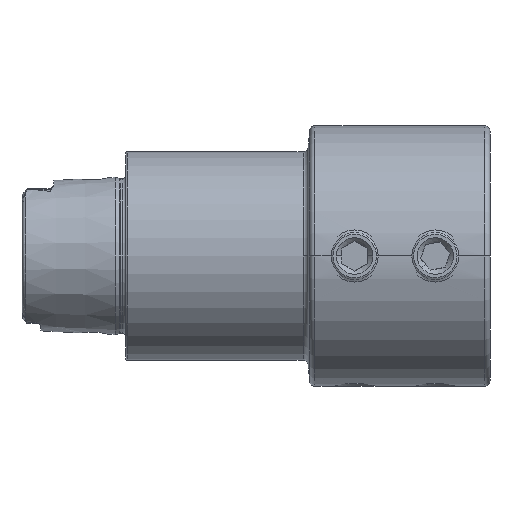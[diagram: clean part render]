
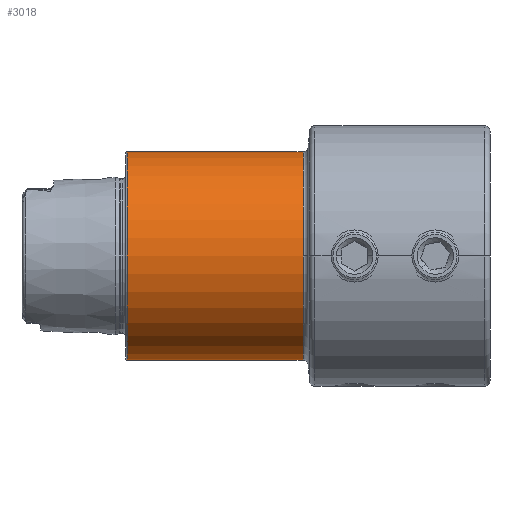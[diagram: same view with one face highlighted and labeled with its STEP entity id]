
A CAD part, front view. The second image highlights one B-rep face of the part: STEP entity #3018.
In plain terms, the highlighted cylindrical face has radius 20 mm (diameter 40 mm), a partial arc.
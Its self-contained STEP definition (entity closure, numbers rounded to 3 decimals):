
#41 = ORIENTED_EDGE ( 'NONE', *, *, #723, .F. ) ;
#181 = CARTESIAN_POINT ( 'NONE',  ( -19.9, 0., -20. ) ) ;
#225 = EDGE_LOOP ( 'NONE', ( #4605, #1190, #2633, #3420, #41 ) ) ;
#694 = DIRECTION ( 'NONE',  ( -1., 0., 0. ) ) ;
#709 = FACE_OUTER_BOUND ( 'NONE', #225, .T. ) ;
#723 = EDGE_CURVE ( 'NONE', #2721, #1014, #5551, .T. ) ;
#1014 = VERTEX_POINT ( 'NONE', #2598 ) ;
#1089 = DIRECTION ( 'NONE',  ( -1., 0., 0. ) ) ;
#1190 = ORIENTED_EDGE ( 'NONE', *, *, #6483, .T. ) ;
#1201 = DIRECTION ( 'NONE',  ( 0., 0., 1. ) ) ;
#1356 = VECTOR ( 'NONE', #3289, 1000. ) ;
#1677 = AXIS2_PLACEMENT_3D ( 'NONE', #4125, #1089, #4643 ) ;
#1729 = AXIS2_PLACEMENT_3D ( 'NONE', #2887, #6419, #3394 ) ;
#1873 = CARTESIAN_POINT ( 'NONE',  ( 34.084, 0., 20. ) ) ;
#1910 = CIRCLE ( 'NONE', #5576, 20. ) ;
#1921 = CARTESIAN_POINT ( 'NONE',  ( 34.084, -20., 0. ) ) ;
#2143 = AXIS2_PLACEMENT_3D ( 'NONE', #4253, #694, #1201 ) ;
#2275 = EDGE_CURVE ( 'NONE', #4984, #5584, #1910, .T. ) ;
#2325 = CARTESIAN_POINT ( 'NONE',  ( 34.084, 0., -20. ) ) ;
#2598 = CARTESIAN_POINT ( 'NONE',  ( 0.3, 0., 20. ) ) ;
#2633 = ORIENTED_EDGE ( 'NONE', *, *, #2275, .T. ) ;
#2675 = DIRECTION ( 'NONE',  ( -1., 0., 0. ) ) ;
#2706 = LINE ( 'NONE', #6311, #1356 ) ;
#2721 = VERTEX_POINT ( 'NONE', #5286 ) ;
#2761 = EDGE_CURVE ( 'NONE', #5584, #1014, #2706, .T. ) ;
#2860 = VECTOR ( 'NONE', #3752, 1000. ) ;
#2869 = CIRCLE ( 'NONE', #1729, 20. ) ;
#2887 = CARTESIAN_POINT ( 'NONE',  ( 34.084, 0., 0. ) ) ;
#3018 = ADVANCED_FACE ( 'NONE', ( #709 ), #4294, .T. ) ;
#3289 = DIRECTION ( 'NONE',  ( -1., 0., 0. ) ) ;
#3394 = DIRECTION ( 'NONE',  ( 0., 1., 0. ) ) ;
#3420 = ORIENTED_EDGE ( 'NONE', *, *, #2761, .T. ) ;
#3483 = EDGE_CURVE ( 'NONE', #5518, #2721, #4199, .T. ) ;
#3752 = DIRECTION ( 'NONE',  ( -1., 0., 0. ) ) ;
#4125 = CARTESIAN_POINT ( 'NONE',  ( 0.3, 0., 0. ) ) ;
#4199 = LINE ( 'NONE', #181, #2860 ) ;
#4253 = CARTESIAN_POINT ( 'NONE',  ( -19.9, 0., 0. ) ) ;
#4294 = CYLINDRICAL_SURFACE ( 'NONE', #2143, 20. ) ;
#4605 = ORIENTED_EDGE ( 'NONE', *, *, #3483, .F. ) ;
#4643 = DIRECTION ( 'NONE',  ( 0., 0., 1. ) ) ;
#4984 = VERTEX_POINT ( 'NONE', #1921 ) ;
#5286 = CARTESIAN_POINT ( 'NONE',  ( 0.3, 0., -20. ) ) ;
#5518 = VERTEX_POINT ( 'NONE', #2325 ) ;
#5551 = CIRCLE ( 'NONE', #1677, 20. ) ;
#5576 = AXIS2_PLACEMENT_3D ( 'NONE', #5709, #2675, #6216 ) ;
#5584 = VERTEX_POINT ( 'NONE', #1873 ) ;
#5709 = CARTESIAN_POINT ( 'NONE',  ( 34.084, 0., 0. ) ) ;
#6216 = DIRECTION ( 'NONE',  ( 0., 1., 0. ) ) ;
#6311 = CARTESIAN_POINT ( 'NONE',  ( -19.9, 0., 20. ) ) ;
#6419 = DIRECTION ( 'NONE',  ( -1., 0., 0. ) ) ;
#6483 = EDGE_CURVE ( 'NONE', #5518, #4984, #2869, .T. ) ;
